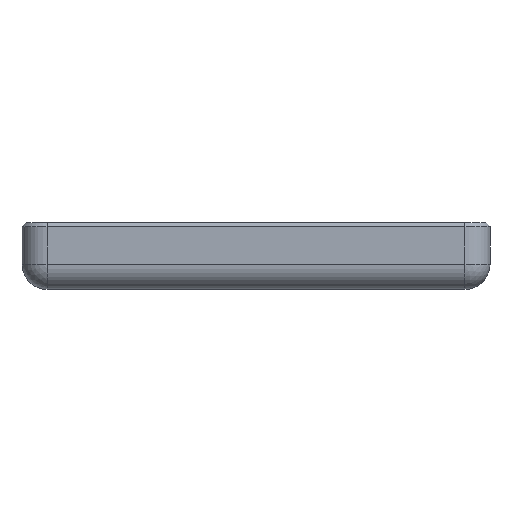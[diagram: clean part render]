
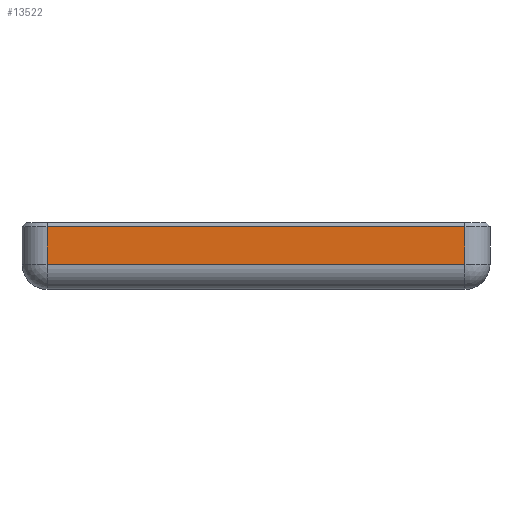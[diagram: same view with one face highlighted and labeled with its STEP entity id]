
A CAD part, left-side view. The second image highlights one B-rep face of the part: STEP entity #13522.
In plain terms, the highlighted planar face has unit normal (-1, 0, 0).
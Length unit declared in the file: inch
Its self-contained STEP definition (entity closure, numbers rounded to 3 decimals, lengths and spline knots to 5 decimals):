
#391=PLANE('',#14687);
#764=FACE_OUTER_BOUND('',#1649,.T.);
#1649=EDGE_LOOP('',(#9887,#9888,#9889,#9890));
#3697=LINE('',#23229,#4772);
#3715=LINE('',#23283,#4790);
#3716=LINE('',#23285,#4791);
#3717=LINE('',#23286,#4792);
#4772=VECTOR('',#17203,0.3937);
#4790=VECTOR('',#17263,0.3937);
#4791=VECTOR('',#17264,0.3937);
#4792=VECTOR('',#17265,0.3937);
#6055=VERTEX_POINT('',#23219);
#6057=VERTEX_POINT('',#23225);
#6073=VERTEX_POINT('',#23282);
#6074=VERTEX_POINT('',#23284);
#7441=EDGE_CURVE('',#6055,#6057,#3697,.T.);
#7469=EDGE_CURVE('',#6073,#6055,#3715,.T.);
#7470=EDGE_CURVE('',#6074,#6073,#3716,.T.);
#7471=EDGE_CURVE('',#6057,#6074,#3717,.T.);
#9887=ORIENTED_EDGE('',*,*,#7441,.F.);
#9888=ORIENTED_EDGE('',*,*,#7469,.F.);
#9889=ORIENTED_EDGE('',*,*,#7470,.F.);
#9890=ORIENTED_EDGE('',*,*,#7471,.F.);
#13522=ADVANCED_FACE('',(#764),#391,.T.);
#14687=AXIS2_PLACEMENT_3D('',#23281,#17261,#17262);
#17203=DIRECTION('',(0.,-1.,0.));
#17261=DIRECTION('center_axis',(-1.,0.,0.));
#17262=DIRECTION('ref_axis',(0.,-1.,0.));
#17263=DIRECTION('',(0.,0.,1.));
#17264=DIRECTION('',(0.,1.,0.));
#17265=DIRECTION('',(0.,0.,-1.));
#23219=CARTESIAN_POINT('',(-3.5,1.5625,0.47));
#23225=CARTESIAN_POINT('',(-3.5,-1.5625,0.47));
#23229=CARTESIAN_POINT('',(-3.5,0.875,0.47));
#23281=CARTESIAN_POINT('Origin',(-3.5,1.75,0.));
#23282=CARTESIAN_POINT('',(-3.5,1.5625,0.1875));
#23283=CARTESIAN_POINT('',(-3.5,1.5625,0.));
#23284=CARTESIAN_POINT('',(-3.5,-1.5625,0.1875));
#23285=CARTESIAN_POINT('',(-3.5,0.875,0.1875));
#23286=CARTESIAN_POINT('',(-3.5,-1.5625,0.));
